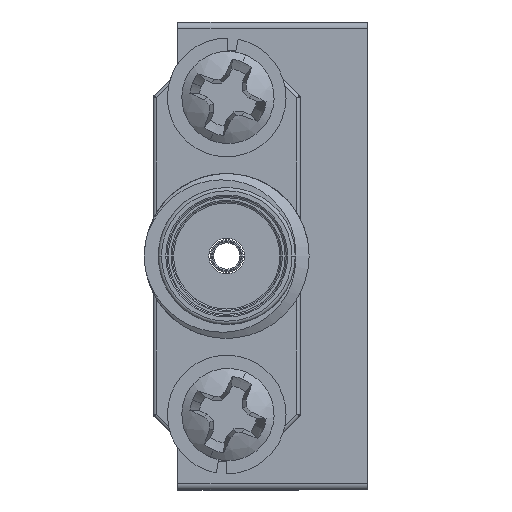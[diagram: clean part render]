
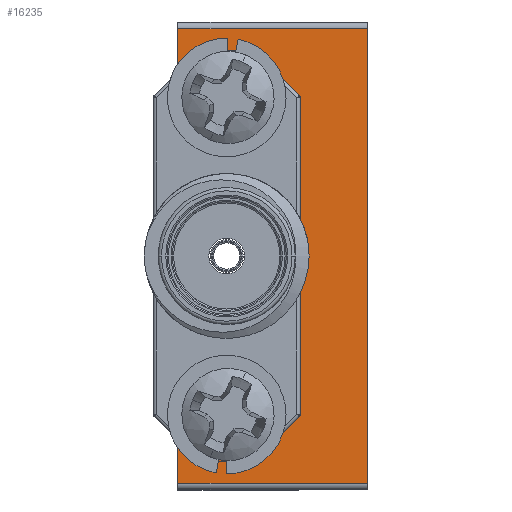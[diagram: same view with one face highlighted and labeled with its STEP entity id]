
A CAD part, left-side view. The second image highlights one B-rep face of the part: STEP entity #16235.
In plain terms, the highlighted planar face has unit normal (-1, 0, 0).
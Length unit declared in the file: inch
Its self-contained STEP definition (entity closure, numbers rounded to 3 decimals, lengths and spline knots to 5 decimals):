
#35 = EDGE_CURVE ( 'NONE', #14388, #1163, #11759, .T. ) ;
#253 = DIRECTION ( 'NONE',  ( 0., -1., 0. ) ) ;
#357 = EDGE_CURVE ( 'NONE', #7195, #5655, #3607, .T. ) ;
#455 = VECTOR ( 'NONE', #3500, 39.37008 ) ;
#582 = EDGE_CURVE ( 'NONE', #15135, #2461, #13602, .T. ) ;
#975 = CARTESIAN_POINT ( 'NONE',  ( -0.54, -0.018, -0.2405 ) ) ;
#1158 = LINE ( 'NONE', #2402, #8553 ) ;
#1163 = VERTEX_POINT ( 'NONE', #11505 ) ;
#1280 = ORIENTED_EDGE ( 'NONE', *, *, #5586, .T. ) ;
#1330 = CARTESIAN_POINT ( 'NONE',  ( -0.54, -0.09, -0.182 ) ) ;
#1375 = ORIENTED_EDGE ( 'NONE', *, *, #3892, .F. ) ;
#1595 = VERTEX_POINT ( 'NONE', #15673 ) ;
#1711 = EDGE_CURVE ( 'NONE', #5789, #1595, #8565, .T. ) ;
#1888 = ORIENTED_EDGE ( 'NONE', *, *, #2675, .T. ) ;
#2040 = EDGE_LOOP ( 'NONE', ( #2094, #10432 ) ) ;
#2094 = ORIENTED_EDGE ( 'NONE', *, *, #357, .F. ) ;
#2362 = EDGE_LOOP ( 'NONE', ( #1280, #1888, #8670, #8593, #1375, #15325, #9284, #16522 ) ) ;
#2402 = CARTESIAN_POINT ( 'NONE',  ( -0.54, -0.23, -0.355 ) ) ;
#2461 = VERTEX_POINT ( 'NONE', #7746 ) ;
#2529 = VERTEX_POINT ( 'NONE', #12480 ) ;
#2633 = CARTESIAN_POINT ( 'NONE',  ( -0.54, 0.058, 0.345 ) ) ;
#2675 = EDGE_CURVE ( 'NONE', #13519, #1163, #14908, .T. ) ;
#2759 = AXIS2_PLACEMENT_3D ( 'NONE', #975, #9398, #10564 ) ;
#3211 = DIRECTION ( 'NONE',  ( -1., 0., 0. ) ) ;
#3500 = DIRECTION ( 'NONE',  ( 0., 0., 1. ) ) ;
#3506 = DIRECTION ( 'NONE',  ( 0., 0., 1. ) ) ;
#3607 = CIRCLE ( 'NONE', #6477, 0.0525 ) ;
#3892 = EDGE_CURVE ( 'NONE', #15135, #2529, #16514, .T. ) ;
#4100 = DIRECTION ( 'NONE',  ( 0., 0., 1. ) ) ;
#4154 = CARTESIAN_POINT ( 'NONE',  ( -0.54, -0.09, 0.182 ) ) ;
#4337 = DIRECTION ( 'NONE',  ( 0., 0., 1. ) ) ;
#4382 = EDGE_CURVE ( 'NONE', #1595, #5789, #7927, .T. ) ;
#4508 = CARTESIAN_POINT ( 'NONE',  ( -0.54, 0.058, 0.182 ) ) ;
#4728 = CIRCLE ( 'NONE', #9598, 0.0525 ) ;
#5383 = DIRECTION ( 'NONE',  ( 0., 0., 1. ) ) ;
#5586 = EDGE_CURVE ( 'NONE', #6865, #13519, #1158, .T. ) ;
#5655 = VERTEX_POINT ( 'NONE', #12089 ) ;
#5789 = VERTEX_POINT ( 'NONE', #13776 ) ;
#5994 = CARTESIAN_POINT ( 'NONE',  ( -0.54, -0.23, 0.345 ) ) ;
#6287 = CARTESIAN_POINT ( 'NONE',  ( -0.54, 0.058, -0.355 ) ) ;
#6477 = AXIS2_PLACEMENT_3D ( 'NONE', #10038, #3211, #11471 ) ;
#6865 = VERTEX_POINT ( 'NONE', #12094 ) ;
#7195 = VERTEX_POINT ( 'NONE', #16357 ) ;
#7642 = PLANE ( 'NONE',  #11037 ) ;
#7687 = DIRECTION ( 'NONE',  ( -1., 0., 0. ) ) ;
#7746 = CARTESIAN_POINT ( 'NONE',  ( -0.54, 0.058, -0.182 ) ) ;
#7750 = VECTOR ( 'NONE', #14689, 39.37008 ) ;
#7927 = CIRCLE ( 'NONE', #2759, 0.0525 ) ;
#8101 = DIRECTION ( 'NONE',  ( 0., 1., 0. ) ) ;
#8553 = VECTOR ( 'NONE', #4100, 39.37008 ) ;
#8565 = CIRCLE ( 'NONE', #11994, 0.0525 ) ;
#8593 = ORIENTED_EDGE ( 'NONE', *, *, #11411, .F. ) ;
#8670 = ORIENTED_EDGE ( 'NONE', *, *, #35, .F. ) ;
#8995 = DIRECTION ( 'NONE',  ( 0., 0., -1. ) ) ;
#9238 = ORIENTED_EDGE ( 'NONE', *, *, #4382, .F. ) ;
#9284 = ORIENTED_EDGE ( 'NONE', *, *, #16309, .F. ) ;
#9398 = DIRECTION ( 'NONE',  ( -1., 0., 0. ) ) ;
#9598 = AXIS2_PLACEMENT_3D ( 'NONE', #11815, #7687, #15567 ) ;
#9827 = VECTOR ( 'NONE', #8101, 39.37008 ) ;
#10038 = CARTESIAN_POINT ( 'NONE',  ( -0.54, -0.018, 0.2405 ) ) ;
#10089 = ORIENTED_EDGE ( 'NONE', *, *, #1711, .F. ) ;
#10432 = ORIENTED_EDGE ( 'NONE', *, *, #15831, .F. ) ;
#10463 = VECTOR ( 'NONE', #3506, 39.37008 ) ;
#10477 = DIRECTION ( 'NONE',  ( -1., 0., 0. ) ) ;
#10514 = CARTESIAN_POINT ( 'NONE',  ( -0.54, 0.058, -0.355 ) ) ;
#10564 = DIRECTION ( 'NONE',  ( 0., 0., 1. ) ) ;
#11037 = AXIS2_PLACEMENT_3D ( 'NONE', #10514, #15973, #8995 ) ;
#11208 = VECTOR ( 'NONE', #17171, 39.37008 ) ;
#11307 = CARTESIAN_POINT ( 'NONE',  ( -0.54, 0.058, -0.345 ) ) ;
#11411 = EDGE_CURVE ( 'NONE', #2529, #14388, #17072, .T. ) ;
#11471 = DIRECTION ( 'NONE',  ( 0., 0., 1. ) ) ;
#11505 = CARTESIAN_POINT ( 'NONE',  ( -0.54, 0.058, 0.345 ) ) ;
#11759 = LINE ( 'NONE', #13178, #10463 ) ;
#11815 = CARTESIAN_POINT ( 'NONE',  ( -0.54, -0.018, 0.2405 ) ) ;
#11965 = CARTESIAN_POINT ( 'NONE',  ( -0.54, -0.09, 0.182 ) ) ;
#11994 = AXIS2_PLACEMENT_3D ( 'NONE', #17643, #10477, #5383 ) ;
#12051 = EDGE_LOOP ( 'NONE', ( #9238, #10089 ) ) ;
#12089 = CARTESIAN_POINT ( 'NONE',  ( -0.54, -0.018, 0.188 ) ) ;
#12094 = CARTESIAN_POINT ( 'NONE',  ( -0.54, -0.23, -0.345 ) ) ;
#12332 = EDGE_CURVE ( 'NONE', #14381, #6865, #12431, .T. ) ;
#12431 = LINE ( 'NONE', #16821, #13525 ) ;
#12480 = CARTESIAN_POINT ( 'NONE',  ( -0.54, -0.09, 0.182 ) ) ;
#12719 = VECTOR ( 'NONE', #4337, 39.37008 ) ;
#12988 = LINE ( 'NONE', #6287, #455 ) ;
#13104 = FACE_BOUND ( 'NONE', #12051, .T. ) ;
#13178 = CARTESIAN_POINT ( 'NONE',  ( -0.54, 0.058, -0.355 ) ) ;
#13519 = VERTEX_POINT ( 'NONE', #5994 ) ;
#13525 = VECTOR ( 'NONE', #253, 39.37008 ) ;
#13602 = LINE ( 'NONE', #1330, #7750 ) ;
#13776 = CARTESIAN_POINT ( 'NONE',  ( -0.54, -0.018, -0.293 ) ) ;
#14381 = VERTEX_POINT ( 'NONE', #11307 ) ;
#14388 = VERTEX_POINT ( 'NONE', #4508 ) ;
#14639 = CARTESIAN_POINT ( 'NONE',  ( -0.54, -0.09, -0.182 ) ) ;
#14689 = DIRECTION ( 'NONE',  ( 0., 1., 0. ) ) ;
#14908 = LINE ( 'NONE', #2633, #9827 ) ;
#15135 = VERTEX_POINT ( 'NONE', #14639 ) ;
#15325 = ORIENTED_EDGE ( 'NONE', *, *, #582, .T. ) ;
#15567 = DIRECTION ( 'NONE',  ( 0., 0., 1. ) ) ;
#15673 = CARTESIAN_POINT ( 'NONE',  ( -0.54, -0.018, -0.188 ) ) ;
#15831 = EDGE_CURVE ( 'NONE', #5655, #7195, #4728, .T. ) ;
#15973 = DIRECTION ( 'NONE',  ( 1., 0., 0. ) ) ;
#16151 = FACE_BOUND ( 'NONE', #2040, .T. ) ;
#16235 = ADVANCED_FACE ( 'NONE', ( #13104, #17148, #16151 ), #7642, .F. ) ;
#16309 = EDGE_CURVE ( 'NONE', #14381, #2461, #12988, .T. ) ;
#16357 = CARTESIAN_POINT ( 'NONE',  ( -0.54, -0.018, 0.293 ) ) ;
#16514 = LINE ( 'NONE', #4154, #12719 ) ;
#16522 = ORIENTED_EDGE ( 'NONE', *, *, #12332, .T. ) ;
#16821 = CARTESIAN_POINT ( 'NONE',  ( -0.54, 0.058, -0.345 ) ) ;
#17072 = LINE ( 'NONE', #11965, #11208 ) ;
#17148 = FACE_OUTER_BOUND ( 'NONE', #2362, .T. ) ;
#17171 = DIRECTION ( 'NONE',  ( 0., 1., 0. ) ) ;
#17643 = CARTESIAN_POINT ( 'NONE',  ( -0.54, -0.018, -0.2405 ) ) ;
